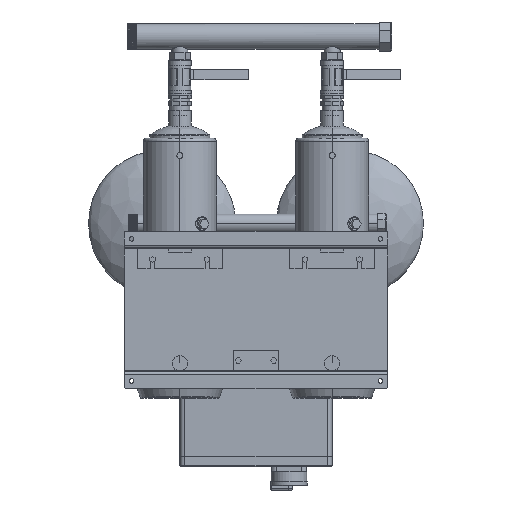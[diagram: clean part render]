
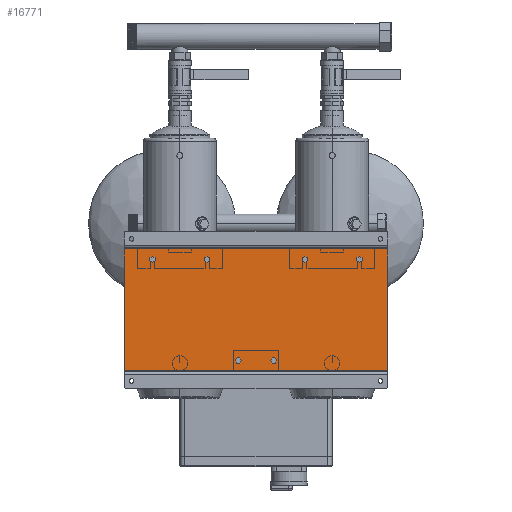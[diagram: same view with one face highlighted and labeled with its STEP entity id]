
A CAD part, front view. The second image highlights one B-rep face of the part: STEP entity #16771.
In plain terms, the highlighted planar face has unit normal (0, -1, 0).
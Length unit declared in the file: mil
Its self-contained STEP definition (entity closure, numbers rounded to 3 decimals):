
#4098 = DIRECTION ( 'NONE',  ( -1., 0., 0. ) ) ;
#4933 = CARTESIAN_POINT ( 'NONE',  ( 10236.22, 2047.244, 4724.409 ) ) ;
#5092 = CARTESIAN_POINT ( 'NONE',  ( 10236.22, 2047.244, -4724.409 ) ) ;
#7541 = ORIENTED_EDGE ( 'NONE', *, *, #18223, .F. ) ;
#9427 = LINE ( 'NONE', #63998, #66433 ) ;
#10259 = LINE ( 'NONE', #4933, #41728 ) ;
#13689 = DIRECTION ( 'NONE',  ( 0., 1., 0. ) ) ;
#16771 = ADVANCED_FACE ( 'NONE', ( #19336 ), #63606, .F. ) ;
#16783 = LINE ( 'NONE', #5092, #44157 ) ;
#18223 = EDGE_CURVE ( 'NONE', #61943, #22656, #10259, .T. ) ;
#19336 = FACE_OUTER_BOUND ( 'NONE', #53945, .T. ) ;
#21230 = DIRECTION ( 'NONE',  ( 0., 0., -1. ) ) ;
#22656 = VERTEX_POINT ( 'NONE', #43164 ) ;
#26157 = ORIENTED_EDGE ( 'NONE', *, *, #53774, .T. ) ;
#30998 = ORIENTED_EDGE ( 'NONE', *, *, #36777, .F. ) ;
#31463 = AXIS2_PLACEMENT_3D ( 'NONE', #57206, #13689, #35287 ) ;
#35287 = DIRECTION ( 'NONE',  ( 1., 0., 0. ) ) ;
#35958 = VERTEX_POINT ( 'NONE', #49927 ) ;
#36777 = EDGE_CURVE ( 'NONE', #22656, #35958, #16783, .T. ) ;
#41728 = VECTOR ( 'NONE', #21230, 39370.079 ) ;
#43164 = CARTESIAN_POINT ( 'NONE',  ( 10236.22, 2047.244, -4724.409 ) ) ;
#43282 = CARTESIAN_POINT ( 'NONE',  ( 10236.22, 2047.244, 4724.409 ) ) ;
#44157 = VECTOR ( 'NONE', #48978, 39370.079 ) ;
#48978 = DIRECTION ( 'NONE',  ( -1., 0., 0. ) ) ;
#49200 = EDGE_CURVE ( 'NONE', #57017, #35958, #52555, .T. ) ;
#49927 = CARTESIAN_POINT ( 'NONE',  ( -10236.22, 2047.244, -4724.409 ) ) ;
#52212 = CARTESIAN_POINT ( 'NONE',  ( -10236.22, 2047.244, -4724.409 ) ) ;
#52555 = LINE ( 'NONE', #52212, #64952 ) ;
#53774 = EDGE_CURVE ( 'NONE', #61943, #57017, #9427, .T. ) ;
#53945 = EDGE_LOOP ( 'NONE', ( #67311, #30998, #7541, #26157 ) ) ;
#57017 = VERTEX_POINT ( 'NONE', #67485 ) ;
#57206 = CARTESIAN_POINT ( 'NONE',  ( 10236.22, 2047.244, -4724.409 ) ) ;
#61943 = VERTEX_POINT ( 'NONE', #43282 ) ;
#63606 = PLANE ( 'NONE',  #31463 ) ;
#63998 = CARTESIAN_POINT ( 'NONE',  ( 10236.22, 2047.244, 4724.409 ) ) ;
#64952 = VECTOR ( 'NONE', #68228, 39370.079 ) ;
#66433 = VECTOR ( 'NONE', #4098, 39370.079 ) ;
#67311 = ORIENTED_EDGE ( 'NONE', *, *, #49200, .T. ) ;
#67485 = CARTESIAN_POINT ( 'NONE',  ( -10236.22, 2047.244, 4724.409 ) ) ;
#68228 = DIRECTION ( 'NONE',  ( 0., 0., -1. ) ) ;
